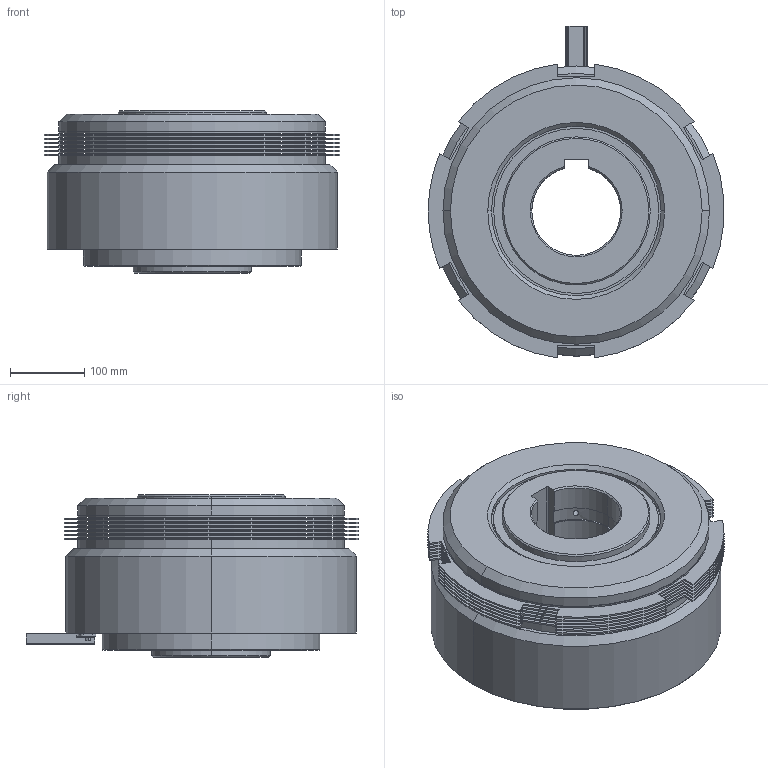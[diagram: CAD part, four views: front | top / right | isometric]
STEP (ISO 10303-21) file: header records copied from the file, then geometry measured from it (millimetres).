
FILE_DESCRIPTION (( 'STEP AP203' ), '1' );
FILE_NAME ('MWC 450_237016_湿式多板電磁クラッチ組立.STEP', '2016-03-31T01:33:47', ( ' ' ), ( '' ), 'SwSTEP 2.0', 'SolidWorks 2009', '' );
FILE_SCHEMA (( 'CONFIG_CONTROL_DESIGN' ));
Length unit declared in the file: millimetre
Products named in the file (1): MWC 450_237016_湿式多板電磁クラッチ組立
Bounding box: 399.37 x 448.43 x 220 mm (x, y, z)
Volume: 19193290.7 mm3; surface area: 1808586.9 mm2
Topology: 2 solids, 9 shells, 458 faces, 1194 edges, 784 vertices
Faces by surface type: cylinder 217, plane 211, cone 30
Entity records: 14943 total; most frequent: CARTESIAN_POINT 3269, DIRECTION 2478, ORIENTED_EDGE 2388, EDGE_CURVE 1194, AXIS2_PLACEMENT_3D 899, VERTEX_POINT 784, VECTOR 680, LINE 680
